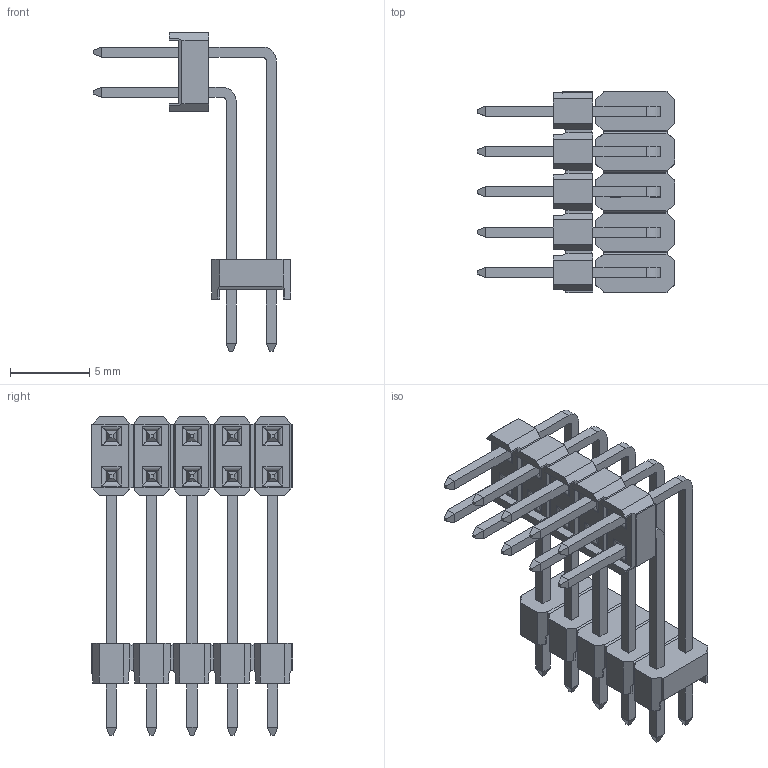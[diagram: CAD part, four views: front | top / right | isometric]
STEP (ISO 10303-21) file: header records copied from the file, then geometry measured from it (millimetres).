
FILE_DESCRIPTION(/* description */ (''),/* implementation_level */ '2;1');
FILE_NAME(/* name */ '957-13-010-xx.stp',/* time_stamp */ '2025-10-16T13:34:51+02:00',/* author */ ('andreas.larin'),/* organization */ (''),/* preprocessor_version */ 'ST-DEVELOPER v20',/* originating_system */ 'Autodesk Inventor 2025',/* authorisation */ '');
FILE_SCHEMA (('AUTOMOTIVE_DESIGN { 1 0 10303 214 3 1 1 }'));
Length unit declared in the file: millimetre
Products named in the file (1): 957-13-010-xx
Bounding box: 12.47 x 12.7 x 20.1 mm (x, y, z)
Volume: 330.6 mm3; surface area: 1048.5 mm2
Topology: 1 solids, 1 shells, 568 faces, 1364 edges, 820 vertices
Faces by surface type: plane 468, cylinder 100
Entity records: 15983 total; most frequent: CARTESIAN_POINT 2753, ORIENTED_EDGE 2728, DIRECTION 2622, EDGE_CURVE 1364, LINE 1244, VECTOR 1244, VERTEX_POINT 820, AXIS2_PLACEMENT_3D 689
